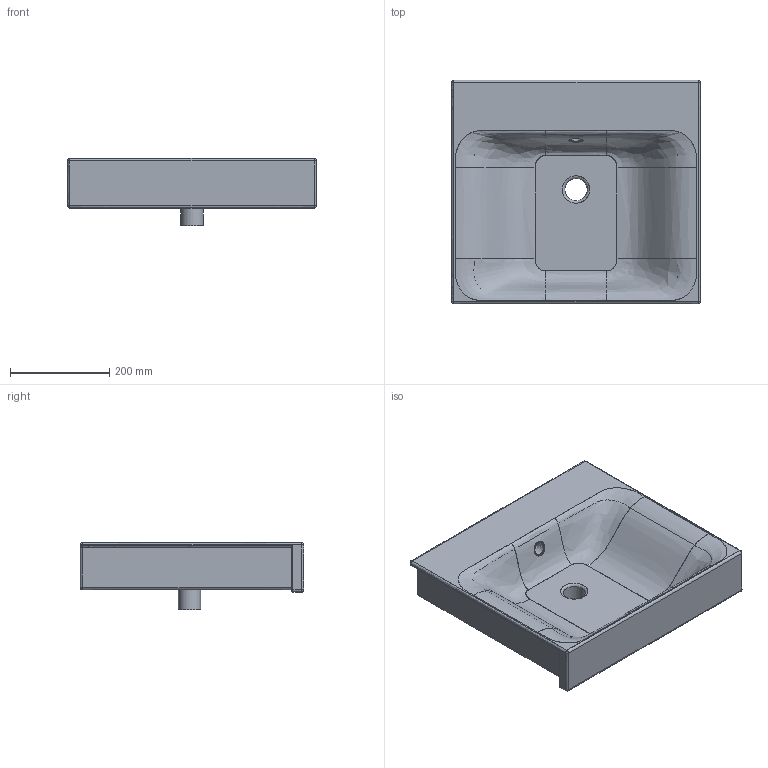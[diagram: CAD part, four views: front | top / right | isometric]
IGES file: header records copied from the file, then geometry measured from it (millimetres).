
Global section: file name: 211H9505088-354601axa-centosemi-rec.-basin-500-1th.igs; native system: Rhinoceros ( Mar  9 2011 ); preprocessor: Trout Lake IGES 012 Mar  9 2011; date: 150703.072920; units: millimetre
Bounding box: 500 x 450 x 135 mm (x, y, z)
Surface area: 698929.8 mm2 (no closed solid volume)
Topology: 0 solids, 0 shells, 79 faces, 1238 edges, 1232 vertices
Faces by surface type: bspline 79
